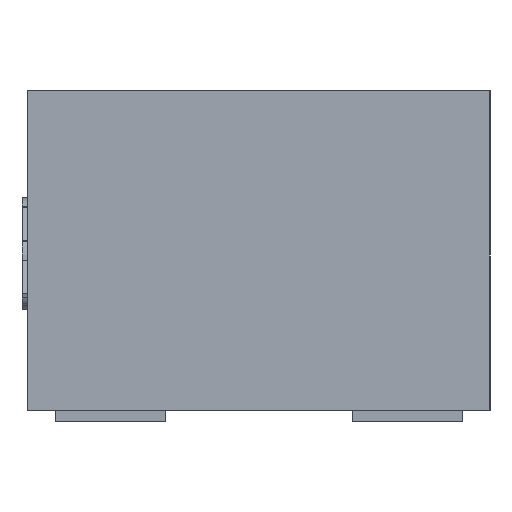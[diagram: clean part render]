
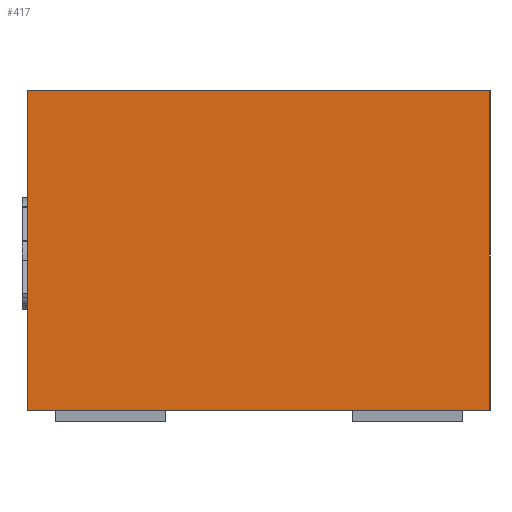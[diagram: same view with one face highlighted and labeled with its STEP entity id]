
A CAD part, left-side view. The second image highlights one B-rep face of the part: STEP entity #417.
In plain terms, the highlighted planar face has unit normal (-1, 0, 0).
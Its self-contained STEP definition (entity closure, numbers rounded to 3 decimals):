
#91 = VECTOR ( 'NONE', #14308, 1000. ) ;
#293 = ORIENTED_EDGE ( 'NONE', *, *, #3333, .T. ) ;
#417 = ADVANCED_FACE ( 'NONE', ( #10195 ), #12525, .F. ) ;
#1029 = EDGE_CURVE ( 'NONE', #4245, #14706, #14004, .T. ) ;
#1113 = ORIENTED_EDGE ( 'NONE', *, *, #1029, .T. ) ;
#1121 = CARTESIAN_POINT ( 'NONE',  ( -0.8, 0.42, 0. ) ) ;
#1264 = LINE ( 'NONE', #13122, #91 ) ;
#1300 = AXIS2_PLACEMENT_3D ( 'NONE', #3132, #7924, #3057 ) ;
#1303 = LINE ( 'NONE', #5887, #1444 ) ;
#1444 = VECTOR ( 'NONE', #11965, 1000. ) ;
#2285 = CARTESIAN_POINT ( 'NONE',  ( -0.8, -0.42, 0.58 ) ) ;
#2346 = ORIENTED_EDGE ( 'NONE', *, *, #4452, .F. ) ;
#3057 = DIRECTION ( 'NONE',  ( 0., 1., 0. ) ) ;
#3132 = CARTESIAN_POINT ( 'NONE',  ( -0.8, 0.42, 0.58 ) ) ;
#3333 = EDGE_CURVE ( 'NONE', #5412, #4245, #1303, .T. ) ;
#4245 = VERTEX_POINT ( 'NONE', #1121 ) ;
#4452 = EDGE_CURVE ( 'NONE', #5412, #14678, #1264, .T. ) ;
#4716 = CARTESIAN_POINT ( 'NONE',  ( -0.8, -0.42, 0.58 ) ) ;
#5412 = VERTEX_POINT ( 'NONE', #14293 ) ;
#5887 = CARTESIAN_POINT ( 'NONE',  ( -0.8, 0.42, 0.58 ) ) ;
#7924 = DIRECTION ( 'NONE',  ( 1., 0., 0. ) ) ;
#8436 = EDGE_CURVE ( 'NONE', #14678, #14706, #14513, .T. ) ;
#9287 = DIRECTION ( 'NONE',  ( 0., -1., 0. ) ) ;
#9371 = CARTESIAN_POINT ( 'NONE',  ( -0.8, 0.42, 0. ) ) ;
#9490 = DIRECTION ( 'NONE',  ( 0., 0., -1. ) ) ;
#9908 = CARTESIAN_POINT ( 'NONE',  ( -0.8, -0.42, 0. ) ) ;
#10180 = ORIENTED_EDGE ( 'NONE', *, *, #8436, .F. ) ;
#10195 = FACE_OUTER_BOUND ( 'NONE', #13515, .T. ) ;
#11746 = VECTOR ( 'NONE', #9287, 1000. ) ;
#11856 = VECTOR ( 'NONE', #9490, 1000. ) ;
#11965 = DIRECTION ( 'NONE',  ( 0., 0., -1. ) ) ;
#12525 = PLANE ( 'NONE',  #1300 ) ;
#13122 = CARTESIAN_POINT ( 'NONE',  ( -0.8, 0.42, 0.58 ) ) ;
#13515 = EDGE_LOOP ( 'NONE', ( #1113, #10180, #2346, #293 ) ) ;
#14004 = LINE ( 'NONE', #9371, #11746 ) ;
#14293 = CARTESIAN_POINT ( 'NONE',  ( -0.8, 0.42, 0.58 ) ) ;
#14308 = DIRECTION ( 'NONE',  ( 0., -1., 0. ) ) ;
#14513 = LINE ( 'NONE', #4716, #11856 ) ;
#14678 = VERTEX_POINT ( 'NONE', #2285 ) ;
#14706 = VERTEX_POINT ( 'NONE', #9908 ) ;
